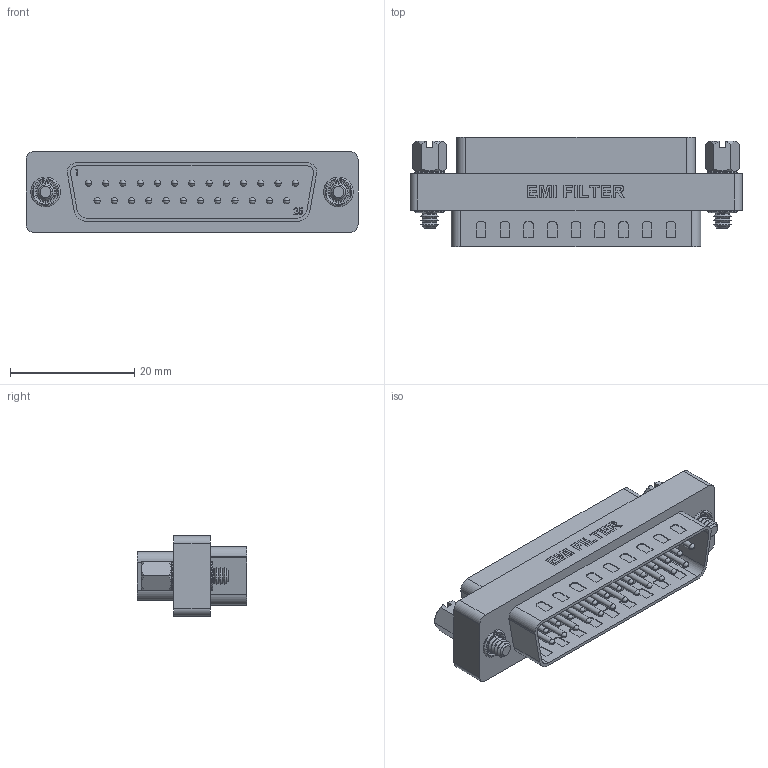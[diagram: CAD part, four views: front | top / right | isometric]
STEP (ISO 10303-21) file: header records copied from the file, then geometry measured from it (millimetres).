
FILE_DESCRIPTION (( 'STEP AP203' ), '1' );
FILE_NAME ('DGF25MF.STEP', '2006-06-23T18:39:38', ( 'lcom' ), ( 'lcom' ), 'SwSTEP 2.0', 'SolidWorks 2006004', '' );
FILE_SCHEMA (( 'CONFIG_CONTROL_DESIGN' ));
Length unit declared in the file: inch
Products named in the file (5): SD25S_Without Mounting Flange and Solder Cups; DGF25MF; DGF25F-MA1_EMI FILTER; 3AA05-002; SD25P_Without Mounting Flange and Solder Cups
Assembly tree (5 placements, depth 2):
  DGF25MF
    DGF25F-MA1_EMI FILTER
    SD25P_Without Mounting Flange and Solder Cups
    3AA05-002  x2
    SD25S_Without Mounting Flange and Solder Cups
Bounding box: 53.34 x 17.65 x 12.95 mm (x, y, z)
Volume: 6152.5 mm3; surface area: 6531.8 mm2
Topology: 5 solids, 5 shells, 917 faces, 2341 edges, 1499 vertices
Faces by surface type: plane 453, cylinder 252, bspline 82, sphere 62, cone 56, torus 12
Entity records: 33106 total; most frequent: CARTESIAN_POINT 12446, ORIENTED_EDGE 4182, DIRECTION 4037, EDGE_CURVE 2091, VERTEX_POINT 1366, AXIS2_PLACEMENT_3D 1349, VECTOR 1339, LINE 1339
